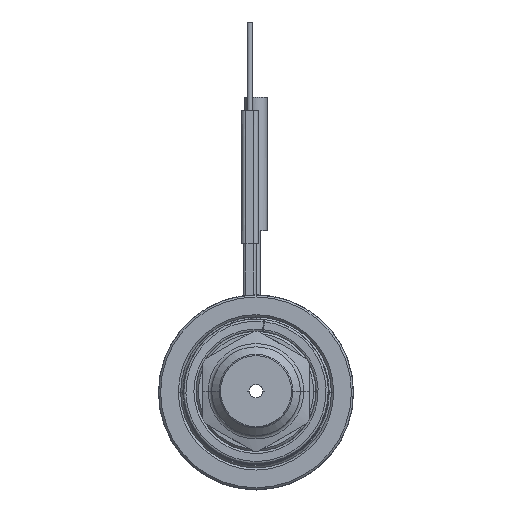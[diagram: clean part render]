
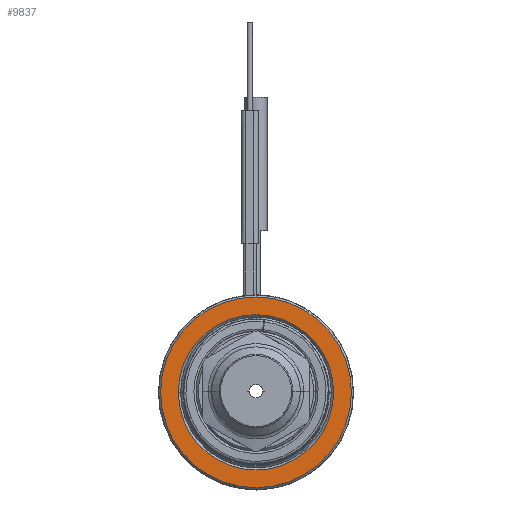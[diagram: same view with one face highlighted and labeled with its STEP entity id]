
A CAD part, top view. The second image highlights one B-rep face of the part: STEP entity #9837.
In plain terms, the highlighted planar face has unit normal (0, 0, 1).
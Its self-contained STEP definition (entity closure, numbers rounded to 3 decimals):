
#1184=CARTESIAN_POINT('',(0.,0.,
40.));
#1185=DIRECTION('',(0.,0.,-1.));
#1186=DIRECTION('',(1.,0.,0.));
#1187=AXIS2_PLACEMENT_3D('',#1184,#1185,#1186);
#1203=CARTESIAN_POINT('',(0.,0.,
40.));
#1204=DIRECTION('',(0.,0.,-1.));
#1205=DIRECTION('',(1.,0.,0.));
#1206=AXIS2_PLACEMENT_3D('',#1203,#1204,#1205);
#1227=CARTESIAN_POINT('',(0.,0.,40.));
#1228=DIRECTION('',(0.,0.,-1.));
#1229=DIRECTION('',(-1.,0.,0.));
#1230=AXIS2_PLACEMENT_3D('',#1227,#1228,#1229);
#1524=CARTESIAN_POINT('',(0.,0.,
40.));
#1525=DIRECTION('',(0.,0.,-1.));
#1526=DIRECTION('',(-1.,0.,0.));
#1527=AXIS2_PLACEMENT_3D('',#1524,#1525,#1526);
#7833=CARTESIAN_POINT('',(21.5,0.,40.));
#7834=CARTESIAN_POINT('',(-21.5,0.,40.));
#7835=VERTEX_POINT('',#7833);
#7836=VERTEX_POINT('',#7834);
#7837=CARTESIAN_POINT('',(17.5,0.,40.));
#7838=CARTESIAN_POINT('',(-17.5,0.,40.));
#7839=VERTEX_POINT('',#7837);
#7840=VERTEX_POINT('',#7838);
#9821=CARTESIAN_POINT('',(0.,0.,40.));
#9822=DIRECTION('',(0.,0.,1.));
#9823=DIRECTION('',(-1.,0.,0.));
#9824=AXIS2_PLACEMENT_3D('',#9821,#9822,#9823);
#9825=PLANE('',#9824);
#9827=ORIENTED_EDGE('',*,*,#9826,.T.);
#9829=ORIENTED_EDGE('',*,*,#9828,.T.);
#9830=EDGE_LOOP('',(#9827,#9829));
#9831=FACE_OUTER_BOUND('',#9830,.F.);
#9832=ORIENTED_EDGE('',*,*,#9811,.F.);
#9834=ORIENTED_EDGE('',*,*,#9833,.F.);
#9835=EDGE_LOOP('',(#9832,#9834));
#9836=FACE_BOUND('',#9835,.F.);
#1188=CIRCLE('',#1187,17.5);
#1207=CIRCLE('',#1206,21.5);
#1231=CIRCLE('',#1230,21.5);
#1528=CIRCLE('',#1527,17.5);
#9811=EDGE_CURVE('',#7839,#7840,#1188,.T.);
#9826=EDGE_CURVE('',#7835,#7836,#1207,.T.);
#9828=EDGE_CURVE('',#7836,#7835,#1231,.T.);
#9833=EDGE_CURVE('',#7840,#7839,#1528,.T.);
#9837=ADVANCED_FACE('',(#9831,#9836),#9825,.T.);
